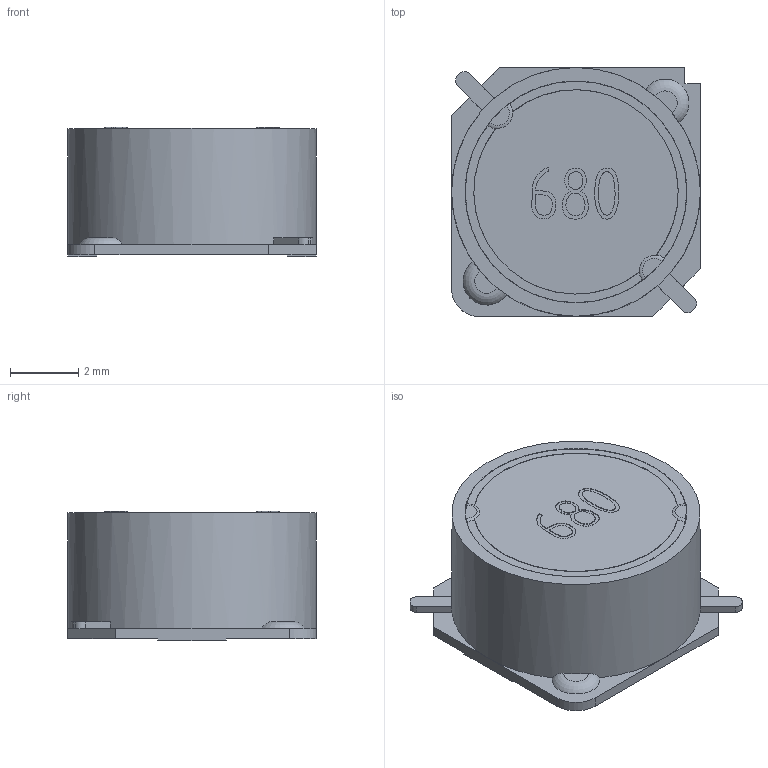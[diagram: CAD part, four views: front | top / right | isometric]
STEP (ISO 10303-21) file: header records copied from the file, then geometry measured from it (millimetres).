
FILE_DESCRIPTION(/* description */ ('Unknown'),/* implementation_level */ '2;1');
FILE_NAME(/* name */ 'HA78-10',/* time_stamp */ '2021-10-27T15:56:47+08:00',/* author */ ('Unknown'),/* organization */ ('Unknown'),/* preprocessor_version */ 'ST-DEVELOPER v16.7',/* originating_system */ 'Solid Edge',/* authorisation */ 'Unknown');
FILE_SCHEMA (('AUTOMOTIVE_DESIGN {1 0 10303 214 3 1 1}'));
Length unit declared in the file: millimetre
Products named in the file (1): HA78-10
Bounding box: 7.3 x 7.3 x 3.79 mm (x, y, z)
Volume: 158.9 mm3; surface area: 191.6 mm2
Topology: 1 solids, 1 shells, 75 faces, 183 edges, 119 vertices
Faces by surface type: plane 48, bspline 12, cylinder 11, torus 4
Full cylindrical faces by diameter (mm): 6.5 x1, 7.3 x1
Entity records: 3222 total; most frequent: CARTESIAN_POINT 991, ORIENTED_EDGE 354, DIRECTION 313, EDGE_CURVE 177, VERTEX_POINT 119, AXIS2_PLACEMENT_3D 109, LINE 95, VECTOR 95
